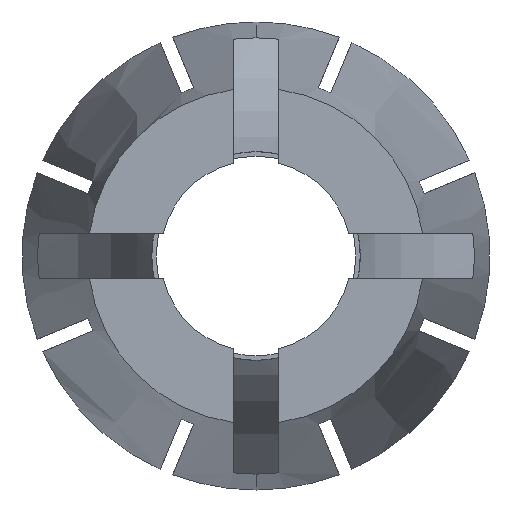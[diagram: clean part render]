
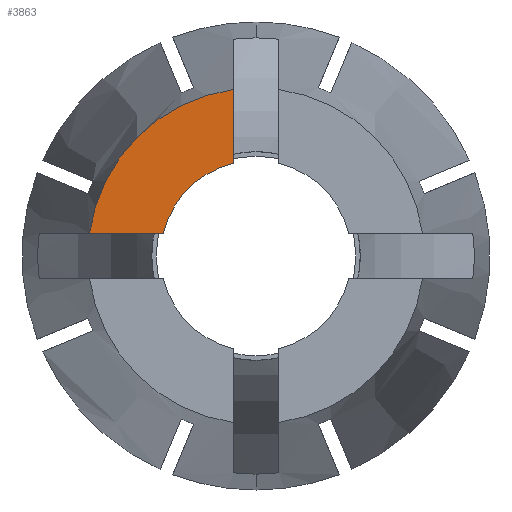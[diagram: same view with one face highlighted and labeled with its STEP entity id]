
A CAD part, left-side view. The second image highlights one B-rep face of the part: STEP entity #3863.
In plain terms, the highlighted planar face has unit normal (-1, 0, 0).
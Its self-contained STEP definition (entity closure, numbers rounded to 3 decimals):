
#274 = EDGE_CURVE ( 'NONE', #1165, #3228, #3978, .T. ) ;
#519 = DIRECTION ( 'NONE',  ( -1., 0., 0. ) ) ;
#608 = CARTESIAN_POINT ( 'NONE',  ( -34., 9.183, 1.25 ) ) ;
#827 = DIRECTION ( 'NONE',  ( 0., 0., -1. ) ) ;
#865 = VECTOR ( 'NONE', #2124, 1000. ) ;
#872 = CARTESIAN_POINT ( 'NONE',  ( -34., -9.268, 0. ) ) ;
#944 = AXIS2_PLACEMENT_3D ( 'NONE', #1885, #2334, #2507 ) ;
#964 = VERTEX_POINT ( 'NONE', #1934 ) ;
#993 = EDGE_LOOP ( 'NONE', ( #3060, #3772, #2856, #1697 ) ) ;
#1099 = VECTOR ( 'NONE', #2536, 1000. ) ;
#1165 = VERTEX_POINT ( 'NONE', #608 ) ;
#1697 = ORIENTED_EDGE ( 'NONE', *, *, #3063, .F. ) ;
#1825 = CARTESIAN_POINT ( 'NONE',  ( -34., 1.25, 9.183 ) ) ;
#1885 = CARTESIAN_POINT ( 'NONE',  ( -34., 0., 0. ) ) ;
#1934 = CARTESIAN_POINT ( 'NONE',  ( -34., 5.114, 1.25 ) ) ;
#2124 = DIRECTION ( 'NONE',  ( 0., 0., 1. ) ) ;
#2188 = CIRCLE ( 'NONE', #944, 5.265 ) ;
#2334 = DIRECTION ( 'NONE',  ( 1., 0., 0. ) ) ;
#2507 = DIRECTION ( 'NONE',  ( 0., 0., -1. ) ) ;
#2536 = DIRECTION ( 'NONE',  ( 0., 1., 0. ) ) ;
#2655 = PLANE ( 'NONE',  #3324 ) ;
#2747 = CARTESIAN_POINT ( 'NONE',  ( -34., 1.25, 5.114 ) ) ;
#2754 = LINE ( 'NONE', #4591, #865 ) ;
#2856 = ORIENTED_EDGE ( 'NONE', *, *, #274, .F. ) ;
#2909 = CARTESIAN_POINT ( 'NONE',  ( -34., -9.268, 1.25 ) ) ;
#2983 = DIRECTION ( 'NONE',  ( 1., 0., 0. ) ) ;
#3010 = DIRECTION ( 'NONE',  ( 0., 0., 1. ) ) ;
#3060 = ORIENTED_EDGE ( 'NONE', *, *, #3767, .T. ) ;
#3063 = EDGE_CURVE ( 'NONE', #964, #1165, #3718, .T. ) ;
#3228 = VERTEX_POINT ( 'NONE', #1825 ) ;
#3306 = CARTESIAN_POINT ( 'NONE',  ( -34., 0., 0. ) ) ;
#3324 = AXIS2_PLACEMENT_3D ( 'NONE', #872, #519, #3010 ) ;
#3638 = FACE_OUTER_BOUND ( 'NONE', #993, .T. ) ;
#3718 = LINE ( 'NONE', #2909, #1099 ) ;
#3767 = EDGE_CURVE ( 'NONE', #964, #4495, #2188, .T. ) ;
#3772 = ORIENTED_EDGE ( 'NONE', *, *, #4154, .T. ) ;
#3863 = ADVANCED_FACE ( 'NONE', ( #3638 ), #2655, .T. ) ;
#3978 = CIRCLE ( 'NONE', #3980, 9.268 ) ;
#3980 = AXIS2_PLACEMENT_3D ( 'NONE', #3306, #2983, #827 ) ;
#4154 = EDGE_CURVE ( 'NONE', #4495, #3228, #2754, .T. ) ;
#4495 = VERTEX_POINT ( 'NONE', #2747 ) ;
#4591 = CARTESIAN_POINT ( 'NONE',  ( -34., 1.25, 0. ) ) ;
